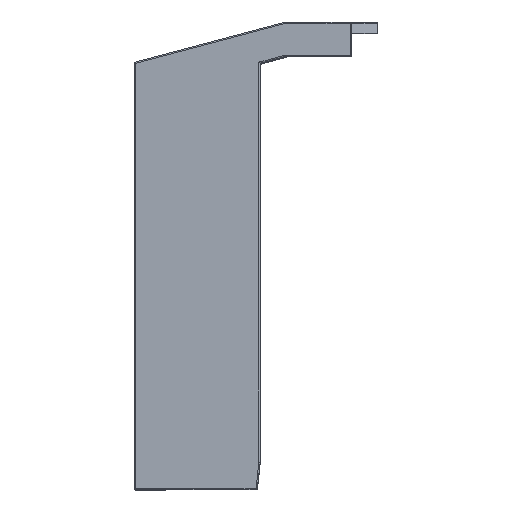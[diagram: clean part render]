
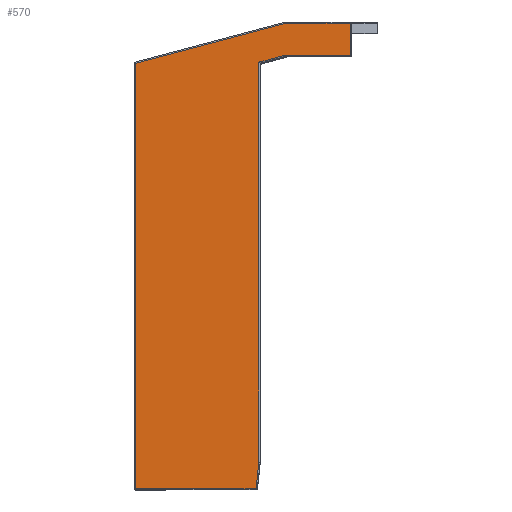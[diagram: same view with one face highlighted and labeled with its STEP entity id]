
A CAD part, top view. The second image highlights one B-rep face of the part: STEP entity #570.
In plain terms, the highlighted planar face has unit normal (0, 0, 1).
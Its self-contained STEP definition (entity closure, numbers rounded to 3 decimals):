
#570=ADVANCED_FACE('',(#1293),#1011,.F.);
#1011=PLANE('',#11036);
#1293=FACE_OUTER_BOUND('',#1712,.T.);
#1712=EDGE_LOOP('',(#5160,#5161,#5162,#5163,#5164,#5165,#5166,#5167,#5168));
#2296=LINE('',#14406,#3724);
#2297=LINE('',#14415,#3725);
#2298=LINE('',#14418,#3726);
#2299=LINE('',#14420,#3727);
#2300=LINE('',#14422,#3728);
#2301=LINE('',#14430,#3729);
#2302=LINE('',#14431,#3730);
#2303=LINE('',#14433,#3731);
#3724=VECTOR('',#11673,1.);
#3725=VECTOR('',#11676,1.);
#3726=VECTOR('',#11677,1.);
#3727=VECTOR('',#11678,1.);
#3728=VECTOR('',#11679,1.);
#3729=VECTOR('',#11680,1.);
#3730=VECTOR('',#11681,1.);
#3731=VECTOR('',#11682,1.);
#5160=ORIENTED_EDGE('',*,*,#9127,.F.);
#5161=ORIENTED_EDGE('',*,*,#9128,.F.);
#5162=ORIENTED_EDGE('',*,*,#9129,.F.);
#5163=ORIENTED_EDGE('',*,*,#9130,.T.);
#5164=ORIENTED_EDGE('',*,*,#9131,.T.);
#5165=ORIENTED_EDGE('',*,*,#9132,.T.);
#5166=ORIENTED_EDGE('',*,*,#9125,.F.);
#5167=ORIENTED_EDGE('',*,*,#9133,.T.);
#5168=ORIENTED_EDGE('',*,*,#9134,.F.);
#7986=VERTEX_POINT('',#14405);
#7987=VERTEX_POINT('',#14407);
#7988=VERTEX_POINT('',#14416);
#7989=VERTEX_POINT('',#14417);
#7990=VERTEX_POINT('',#14419);
#7991=VERTEX_POINT('',#14421);
#7992=VERTEX_POINT('',#14423);
#7993=VERTEX_POINT('',#14429);
#7994=VERTEX_POINT('',#14432);
#9125=EDGE_CURVE('',#7986,#7987,#2296,.T.);
#9127=EDGE_CURVE('',#7988,#7989,#2297,.T.);
#9128=EDGE_CURVE('',#7990,#7988,#2298,.T.);
#9129=EDGE_CURVE('',#7991,#7990,#2299,.T.);
#9130=EDGE_CURVE('',#7991,#7992,#2300,.T.);
#9131=EDGE_CURVE('',#7992,#7993,#10891,.T.);
#9132=EDGE_CURVE('',#7993,#7987,#2301,.T.);
#9133=EDGE_CURVE('',#7986,#7994,#2302,.T.);
#9134=EDGE_CURVE('',#7989,#7994,#2303,.T.);
#10891=B_SPLINE_CURVE_WITH_KNOTS('',3,(#14424,#14425,#14426,#14427,#14428),
 .UNSPECIFIED.,.F.,.F.,(4,1,4),(0.,0.5,1.),.UNSPECIFIED.);
#11036=AXIS2_PLACEMENT_3D('',#14434,#11683,#11684);
#11673=DIRECTION('',(-0.966,-0.258,0.));
#11676=DIRECTION('',(1.,0.,0.));
#11677=DIRECTION('',(0.966,0.258,0.));
#11678=DIRECTION('',(0.,1.,0.));
#11679=DIRECTION('',(1.,0.,0.));
#11680=DIRECTION('',(0.,1.,0.));
#11681=DIRECTION('',(1.,0.,0.));
#11682=DIRECTION('',(0.,-1.,0.));
#11683=DIRECTION('',(0.,0.,-1.));
#11684=DIRECTION('',(-1.,0.,0.));
#14405=CARTESIAN_POINT('',(-89.164,60.5,69.8));
#14406=CARTESIAN_POINT('',(-89.164,60.5,69.8));
#14407=CARTESIAN_POINT('',(-94.96,58.954,69.8));
#14415=CARTESIAN_POINT('',(-88.961,67.7,69.8));
#14416=CARTESIAN_POINT('',(-88.961,67.7,69.8));
#14417=CARTESIAN_POINT('',(-74.4,67.7,69.8));
#14418=CARTESIAN_POINT('',(-122.7,58.703,69.8));
#14419=CARTESIAN_POINT('',(-122.7,58.703,69.8));
#14420=CARTESIAN_POINT('',(-122.7,-37.,69.8));
#14421=CARTESIAN_POINT('',(-122.7,-37.,69.8));
#14422=CARTESIAN_POINT('',(-122.7,-37.,69.8));
#14423=CARTESIAN_POINT('',(-95.587,-37.,69.8));
#14424=CARTESIAN_POINT('',(-95.587,-37.,69.8));
#14425=CARTESIAN_POINT('',(-95.484,-36.025,69.8));
#14426=CARTESIAN_POINT('',(-95.275,-34.047,69.8));
#14427=CARTESIAN_POINT('',(-95.066,-32.015,69.8));
#14428=CARTESIAN_POINT('',(-94.96,-30.985,69.8));
#14429=CARTESIAN_POINT('',(-94.96,-30.985,69.8));
#14430=CARTESIAN_POINT('',(-94.96,-30.985,69.8));
#14431=CARTESIAN_POINT('',(-89.164,60.5,69.8));
#14432=CARTESIAN_POINT('',(-74.4,60.5,69.8));
#14433=CARTESIAN_POINT('',(-74.4,67.7,69.8));
#14434=CARTESIAN_POINT('',(-74.2,68.,69.8));
